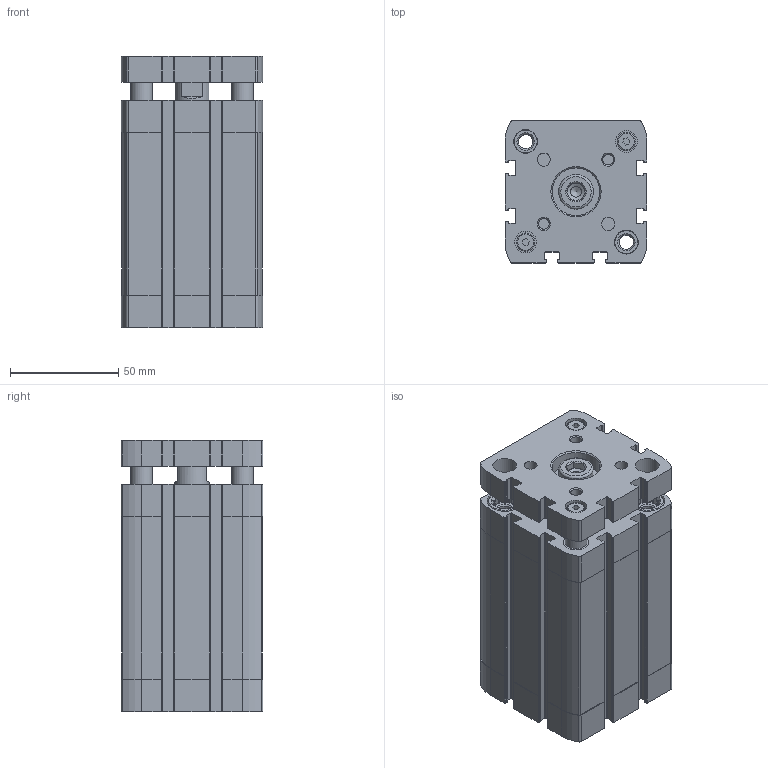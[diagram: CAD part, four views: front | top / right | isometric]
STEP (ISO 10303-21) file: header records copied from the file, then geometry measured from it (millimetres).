
FILE_DESCRIPTION(/* description */ ('STEP AP214'),/* implementation_level */ '2;1');
FILE_NAME(/* name */ '574047_ADNGF-50-60-PPS-A',/* time_stamp */ '2024-08-01T15:48:48+02:00',/* author */ ('License CC BY-ND 4.0'),/* organization */ ('CADENAS'),/* preprocessor_version */ 'ST-DEVELOPER v19.3',/* originating_system */ 'PARTsolutions',/* authorisation */ ' ');
FILE_SCHEMA (('AUTOMOTIVE_DESIGN {1 0 10303 214 3 1 1}'));
Length unit declared in the file: millimetre
Products named in the file (3): 574047 ADNGF-50-60-PPS-A---(0); 537129 ADNGF-50-60-P-A---(Z); 537129 ADNGF-50-60-PPS-A---(KS)
Assembly tree (2 placements, depth 2):
  574047 ADNGF-50-60-PPS-A---(0)
    537129 ADNGF-50-60-P-A---(Z)
    537129 ADNGF-50-60-PPS-A---(KS)
Bounding box: 65.5 x 65.5 x 125.2 mm (x, y, z)
Volume: 343654.8 mm3; surface area: 103147 mm2
Topology: 2 solids, 2 shells, 577 faces, 1573 edges, 1040 vertices
Faces by surface type: plane 346, cylinder 200, cone 28, torus 3
Full cylindrical faces by diameter (mm): 4.917 x2, 5 x1, 6 x2, 6.647 x6, 8.5 x2, 8.566 x2, 10 x8, 10.6 x4, 11 x2, 12 x5, 15.5 x4, 16 x3, 16.4 x4, 22 x1, 50 x2
Entity records: 18061 total; most frequent: CARTESIAN_POINT 3409, DIRECTION 3066, ORIENTED_EDGE 2966, EDGE_CURVE 1483, AXIS2_PLACEMENT_3D 1105, VERTEX_POINT 1030, LINE 856, VECTOR 856
